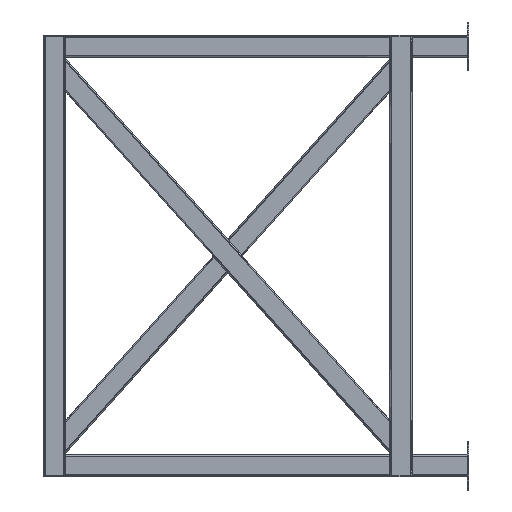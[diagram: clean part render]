
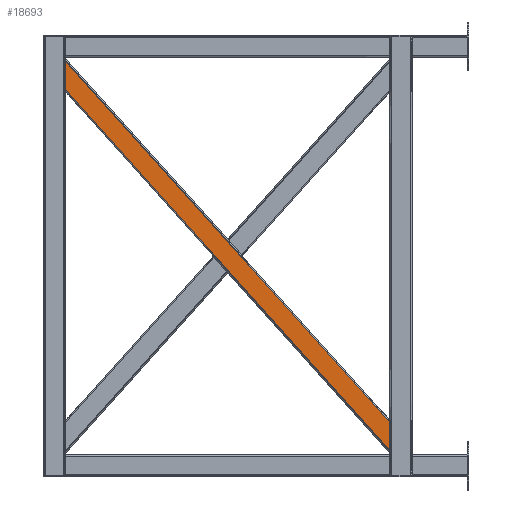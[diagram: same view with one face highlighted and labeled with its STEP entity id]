
A CAD part, left-side view. The second image highlights one B-rep face of the part: STEP entity #18693.
In plain terms, the highlighted free-form (B-spline) face has degree [1, 1] with [2, 2] control points.
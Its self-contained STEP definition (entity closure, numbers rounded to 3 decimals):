
#18371 = VERTEX_POINT('',#18372);
#18372 = CARTESIAN_POINT('',(-960.72,197.795,
    -427.376));
#18379 = EDGE_CURVE('',#18371,#18380,#18382,.T.);
#18380 = VERTEX_POINT('',#18381);
#18381 = CARTESIAN_POINT('',(-960.72,197.795,
    -498.456));
#18382 = B_SPLINE_CURVE_WITH_KNOTS('',1,(#18383,#18384),.UNSPECIFIED.,
  .F.,.F.,(2,2),(-68.878,-5.989),
  .PIECEWISE_BEZIER_KNOTS.);
#18383 = CARTESIAN_POINT('',(-960.72,197.795,
    -427.376));
#18384 = CARTESIAN_POINT('',(-960.72,197.795,
    -498.456));
#18619 = VERTEX_POINT('',#18620);
#18620 = CARTESIAN_POINT('',(-960.72,1028.536,
    427.376));
#18627 = EDGE_CURVE('',#18619,#18628,#18630,.T.);
#18628 = VERTEX_POINT('',#18629);
#18629 = CARTESIAN_POINT('',(-960.72,1028.536,
    498.456));
#18630 = B_SPLINE_CURVE_WITH_KNOTS('',1,(#18631,#18632),.UNSPECIFIED.,
  .F.,.F.,(2,2),(-68.878,-5.989),
  .PIECEWISE_BEZIER_KNOTS.);
#18631 = CARTESIAN_POINT('',(-960.72,1028.536,
    427.376));
#18632 = CARTESIAN_POINT('',(-960.72,1028.536,
    498.456));
#18693 = ADVANCED_FACE('',(#18694),#18708,.F.);
#18694 = FACE_BOUND('',#18695,.T.);
#18695 = EDGE_LOOP('',(#18696,#18697,#18702,#18703));
#18696 = ORIENTED_EDGE('',*,*,#18627,.F.);
#18697 = ORIENTED_EDGE('',*,*,#18698,.F.);
#18698 = EDGE_CURVE('',#18380,#18619,#18699,.T.);
#18699 = B_SPLINE_CURVE_WITH_KNOTS('',1,(#18700,#18701),.UNSPECIFIED.,
  .F.,.F.,(2,2),(-1096.089,4.458),
  .PIECEWISE_BEZIER_KNOTS.);
#18700 = CARTESIAN_POINT('',(-960.72,197.795,
    -498.456));
#18701 = CARTESIAN_POINT('',(-960.72,1028.536,
    427.376));
#18702 = ORIENTED_EDGE('',*,*,#18379,.F.);
#18703 = ORIENTED_EDGE('',*,*,#18704,.F.);
#18704 = EDGE_CURVE('',#18628,#18371,#18705,.T.);
#18705 = B_SPLINE_CURVE_WITH_KNOTS('',1,(#18706,#18707),.UNSPECIFIED.,
  .F.,.F.,(2,2),(-1096.089,4.458),
  .PIECEWISE_BEZIER_KNOTS.);
#18706 = CARTESIAN_POINT('',(-960.72,1028.536,
    498.456));
#18707 = CARTESIAN_POINT('',(-960.72,197.795,
    -427.376));
#18708 = B_SPLINE_SURFACE_WITH_KNOTS('',1,1,(
    (#18709,#18710)
    ,(#18711,#18712
    )),.UNSPECIFIED.,.F.,.F.,.F.,(2,2),(2,2),(-441.011,
    441.011),(-910.,-175.),.PIECEWISE_BEZIER_KNOTS.);
#18709 = CARTESIAN_POINT('',(-960.72,1028.536,
    -498.456));
#18710 = CARTESIAN_POINT('',(-960.72,197.795,
    -498.456));
#18711 = CARTESIAN_POINT('',(-960.72,1028.536,
    498.456));
#18712 = CARTESIAN_POINT('',(-960.72,197.795,
    498.456));
